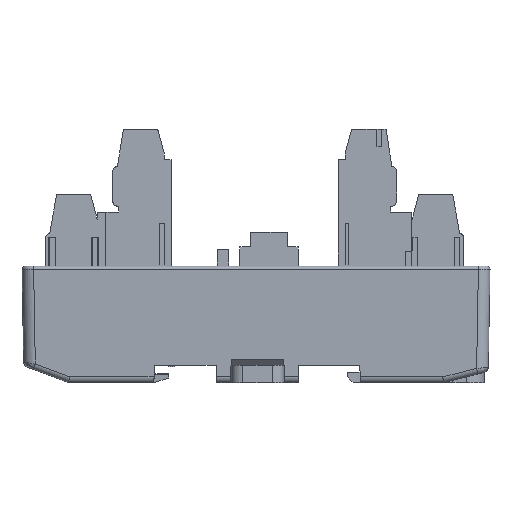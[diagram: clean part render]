
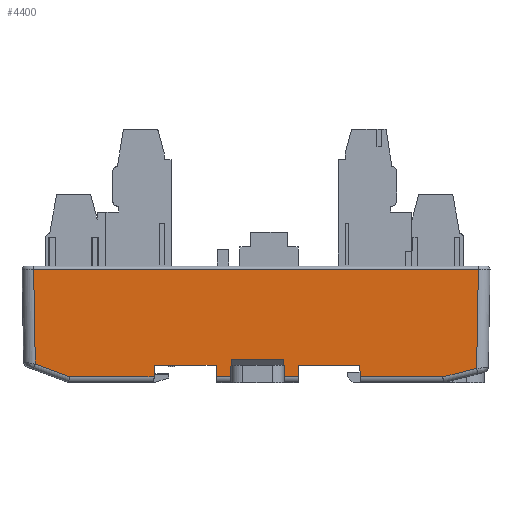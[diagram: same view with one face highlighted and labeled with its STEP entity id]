
A CAD part, left-side view. The second image highlights one B-rep face of the part: STEP entity #4400.
In plain terms, the highlighted planar face has unit normal (-1, 0, -0.018).
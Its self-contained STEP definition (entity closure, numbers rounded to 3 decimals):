
#1994=FACE_OUTER_BOUND('',#10010,.T.);
#4400=ADVANCED_FACE('',(#1994),#6946,.T.);
#6946=PLANE('',#49114);
#10010=EDGE_LOOP('',(#13869,#13870,#13871,#13872,#13873,#13874,#13875,#13876,
#13877,#13878,#13879,#13880,#13881,#13882,#13883,#13884,#13885,#13886));
#13869=ORIENTED_EDGE('',*,*,#32076,.T.);
#13870=ORIENTED_EDGE('',*,*,#32077,.T.);
#13871=ORIENTED_EDGE('',*,*,#32078,.T.);
#13872=ORIENTED_EDGE('',*,*,#31941,.F.);
#13873=ORIENTED_EDGE('',*,*,#32079,.F.);
#13874=ORIENTED_EDGE('',*,*,#32080,.T.);
#13875=ORIENTED_EDGE('',*,*,#32081,.T.);
#13876=ORIENTED_EDGE('',*,*,#32082,.T.);
#13877=ORIENTED_EDGE('',*,*,#32083,.F.);
#13878=ORIENTED_EDGE('',*,*,#32084,.T.);
#13879=ORIENTED_EDGE('',*,*,#32085,.T.);
#13880=ORIENTED_EDGE('',*,*,#32086,.T.);
#13881=ORIENTED_EDGE('',*,*,#32087,.F.);
#13882=ORIENTED_EDGE('',*,*,#32046,.F.);
#13883=ORIENTED_EDGE('',*,*,#32088,.F.);
#13884=ORIENTED_EDGE('',*,*,#32089,.T.);
#13885=ORIENTED_EDGE('',*,*,#32090,.T.);
#13886=ORIENTED_EDGE('',*,*,#32091,.T.);
#27447=VERTEX_POINT('',#64904);
#27448=VERTEX_POINT('',#64906);
#27538=VERTEX_POINT('',#65124);
#27539=VERTEX_POINT('',#65126);
#27565=VERTEX_POINT('',#65222);
#27566=VERTEX_POINT('',#65223);
#27567=VERTEX_POINT('',#65225);
#27568=VERTEX_POINT('',#65228);
#27569=VERTEX_POINT('',#65230);
#27570=VERTEX_POINT('',#65232);
#27571=VERTEX_POINT('',#65234);
#27572=VERTEX_POINT('',#65236);
#27573=VERTEX_POINT('',#65238);
#27574=VERTEX_POINT('',#65240);
#27575=VERTEX_POINT('',#65242);
#27576=VERTEX_POINT('',#65245);
#27577=VERTEX_POINT('',#65247);
#27578=VERTEX_POINT('',#65249);
#31941=EDGE_CURVE('',#27447,#27448,#38779,.T.);
#32046=EDGE_CURVE('',#27538,#27539,#38881,.T.);
#32076=EDGE_CURVE('',#27565,#27566,#38907,.T.);
#32077=EDGE_CURVE('',#27566,#27567,#38908,.T.);
#32078=EDGE_CURVE('',#27567,#27448,#38909,.T.);
#32079=EDGE_CURVE('',#27568,#27447,#38910,.T.);
#32080=EDGE_CURVE('',#27568,#27569,#38911,.T.);
#32081=EDGE_CURVE('',#27569,#27570,#38912,.T.);
#32082=EDGE_CURVE('',#27570,#27571,#38913,.T.);
#32083=EDGE_CURVE('',#27572,#27571,#38914,.T.);
#32084=EDGE_CURVE('',#27572,#27573,#38915,.T.);
#32085=EDGE_CURVE('',#27573,#27574,#38916,.T.);
#32086=EDGE_CURVE('',#27574,#27575,#38917,.T.);
#32087=EDGE_CURVE('',#27539,#27575,#38918,.T.);
#32088=EDGE_CURVE('',#27576,#27538,#38919,.T.);
#32089=EDGE_CURVE('',#27576,#27577,#38920,.T.);
#32090=EDGE_CURVE('',#27577,#27578,#38921,.T.);
#32091=EDGE_CURVE('',#27578,#27565,#38922,.T.);
#38779=LINE('',#64905,#44042);
#38881=LINE('',#65125,#44144);
#38907=LINE('',#65221,#44170);
#38908=LINE('',#65224,#44171);
#38909=LINE('',#65226,#44172);
#38910=LINE('',#65227,#44173);
#38911=LINE('',#65229,#44174);
#38912=LINE('',#65231,#44175);
#38913=LINE('',#65233,#44176);
#38914=LINE('',#65235,#44177);
#38915=LINE('',#65237,#44178);
#38916=LINE('',#65239,#44179);
#38917=LINE('',#65241,#44180);
#38918=LINE('',#65243,#44181);
#38919=LINE('',#65244,#44182);
#38920=LINE('',#65246,#44183);
#38921=LINE('',#65248,#44184);
#38922=LINE('',#65250,#44185);
#44042=VECTOR('',#52628,1.);
#44144=VECTOR('',#52768,1.);
#44170=VECTOR('',#52802,1.);
#44171=VECTOR('',#52803,1.);
#44172=VECTOR('',#52804,1.);
#44173=VECTOR('',#52805,1.);
#44174=VECTOR('',#52806,1.);
#44175=VECTOR('',#52807,1.);
#44176=VECTOR('',#52808,1.);
#44177=VECTOR('',#52809,1.);
#44178=VECTOR('',#52810,1.);
#44179=VECTOR('',#52811,1.);
#44180=VECTOR('',#52812,1.);
#44181=VECTOR('',#52813,1.);
#44182=VECTOR('',#52814,1.);
#44183=VECTOR('',#52815,1.);
#44184=VECTOR('',#52816,1.);
#44185=VECTOR('',#52817,1.);
#49114=AXIS2_PLACEMENT_3D('',#65251,#52818,#52819);
#52628=DIRECTION('',(0.,1.,0.));
#52768=DIRECTION('',(0.,1.,0.));
#52802=DIRECTION('',(0.017,-0.035,-0.999));
#52803=DIRECTION('',(0.,-1.,0.));
#52804=DIRECTION('',(-0.017,-0.035,0.999));
#52805=DIRECTION('',(-0.017,0.017,1.));
#52806=DIRECTION('',(0.,-1.,0.));
#52807=DIRECTION('',(-0.004,-0.97,0.243));
#52808=DIRECTION('',(-0.017,-0.017,1.));
#52809=DIRECTION('',(0.,-1.,0.));
#52810=DIRECTION('',(0.017,-0.017,-1.));
#52811=DIRECTION('',(0.006,-0.936,-0.351));
#52812=DIRECTION('',(0.,-1.,0.));
#52813=DIRECTION('',(0.017,0.017,-1.));
#52814=DIRECTION('',(-0.017,0.035,0.999));
#52815=DIRECTION('',(0.,-1.,0.));
#52816=DIRECTION('',(-0.017,-0.035,0.999));
#52817=DIRECTION('',(0.,-1.,0.));
#52818=DIRECTION('',(-1.,0.,-0.017));
#52819=DIRECTION('',(-0.017,0.,1.));
#64904=CARTESIAN_POINT('',(-17.065,22.351,-16.488));
#64905=CARTESIAN_POINT('',(-17.065,40.2,-16.488));
#64906=CARTESIAN_POINT('',(-17.065,32.837,-16.488));
#65124=CARTESIAN_POINT('',(-17.065,47.047,-16.488));
#65125=CARTESIAN_POINT('',(-17.065,40.2,-16.488));
#65126=CARTESIAN_POINT('',(-17.065,57.683,-16.488));
#65221=CARTESIAN_POINT('',(-17.365,35.991,0.662));
#65222=CARTESIAN_POINT('',(-17.083,35.427,-15.488));
#65223=CARTESIAN_POINT('',(-17.03,35.322,-18.505));
#65224=CARTESIAN_POINT('',(-17.03,40.2,-18.505));
#65225=CARTESIAN_POINT('',(-17.03,32.908,-18.505));
#65226=CARTESIAN_POINT('',(-17.01,32.948,-19.663));
#65227=CARTESIAN_POINT('',(-17.055,22.34,-17.116));
#65228=CARTESIAN_POINT('',(-17.03,22.316,-18.505));
#65229=CARTESIAN_POINT('',(-17.03,40.2,-18.505));
#65230=CARTESIAN_POINT('',(-17.03,8.114,-18.505));
#65231=CARTESIAN_POINT('',(-16.918,33.836,-24.935));
#65232=CARTESIAN_POINT('',(-17.056,2.297,-17.051));
#65233=CARTESIAN_POINT('',(-17.363,1.99,0.547));
#65234=CARTESIAN_POINT('',(-17.353,2.,0.));
#65235=CARTESIAN_POINT('',(-17.353,40.2,0.));
#65236=CARTESIAN_POINT('',(-17.353,78.401,0.));
#65237=CARTESIAN_POINT('',(-17.351,78.398,-0.152));
#65238=CARTESIAN_POINT('',(-17.069,78.116,-16.297));
#65239=CARTESIAN_POINT('',(-16.887,50.405,-26.689));
#65240=CARTESIAN_POINT('',(-17.03,72.228,-18.505));
#65241=CARTESIAN_POINT('',(-17.03,40.2,-18.505));
#65242=CARTESIAN_POINT('',(-17.03,57.718,-18.505));
#65243=CARTESIAN_POINT('',(-17.367,57.381,0.815));
#65244=CARTESIAN_POINT('',(-17.358,47.631,0.256));
#65245=CARTESIAN_POINT('',(-17.03,46.976,-18.505));
#65246=CARTESIAN_POINT('',(-17.03,40.2,-18.505));
#65247=CARTESIAN_POINT('',(-17.03,44.562,-18.505));
#65248=CARTESIAN_POINT('',(-17.365,43.894,0.644));
#65249=CARTESIAN_POINT('',(-17.083,44.457,-15.488));
#65250=CARTESIAN_POINT('',(-17.083,35.392,-15.488));
#65251=CARTESIAN_POINT('',(-17.362,40.2,0.515));
